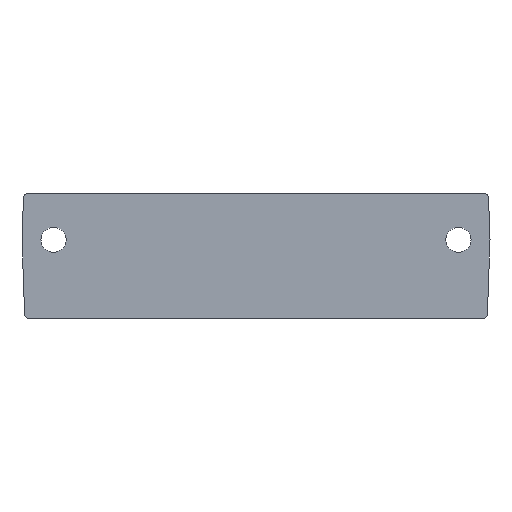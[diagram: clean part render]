
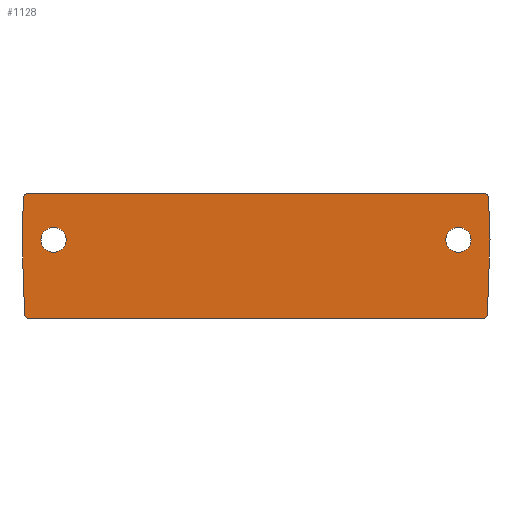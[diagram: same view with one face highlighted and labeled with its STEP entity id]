
A CAD part, front view. The second image highlights one B-rep face of the part: STEP entity #1128.
In plain terms, the highlighted planar face has unit normal (0, -1, 0).
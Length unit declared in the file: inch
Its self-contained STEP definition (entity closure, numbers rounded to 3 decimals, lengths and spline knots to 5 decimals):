
#8 = CARTESIAN_POINT ( 'NONE',  ( -1.75, -1.09, 0.1205 ) ) ;
#28 = ORIENTED_EDGE ( 'NONE', *, *, #2950, .T. ) ;
#33 = EDGE_CURVE ( 'NONE', #232, #1748, #69, .T. ) ;
#51 = DIRECTION ( 'NONE',  ( -1., 0., 0. ) ) ;
#54 = EDGE_LOOP ( 'NONE', ( #1730, #2945, #1313, #2333, #364, #2784, #742, #1568, #28, #509 ) ) ;
#69 = CIRCLE ( 'NONE', #1368, 0.03 ) ;
#72 = CARTESIAN_POINT ( 'NONE',  ( 1.70898, -1.09, 0.4655 ) ) ;
#127 = CARTESIAN_POINT ( 'NONE',  ( 1.73055, -1.09, -0.43655 ) ) ;
#135 = CIRCLE ( 'NONE', #265, 0.094 ) ;
#139 = CARTESIAN_POINT ( 'NONE',  ( 1.514, -1.09, 0.1205 ) ) ;
#179 = CARTESIAN_POINT ( 'NONE',  ( 1.75, -1.09, -0.4655 ) ) ;
#182 = CIRCLE ( 'NONE', #2437, 0.094 ) ;
#213 = DIRECTION ( 'NONE',  ( 1., 0., 0. ) ) ;
#232 = VERTEX_POINT ( 'NONE', #1672 ) ;
#261 = VECTOR ( 'NONE', #2445, 39.37008 ) ;
#265 = AXIS2_PLACEMENT_3D ( 'NONE', #139, #1216, #2261 ) ;
#280 = CARTESIAN_POINT ( 'NONE',  ( -1.514, -1.09, 0.0265 ) ) ;
#311 = LINE ( 'NONE', #8, #1577 ) ;
#329 = CARTESIAN_POINT ( 'NONE',  ( -1.70898, -1.09, 0.4655 ) ) ;
#330 = EDGE_CURVE ( 'NONE', #2659, #3360, #1901, .T. ) ;
#364 = ORIENTED_EDGE ( 'NONE', *, *, #3151, .T. ) ;
#366 = ORIENTED_EDGE ( 'NONE', *, *, #2287, .T. ) ;
#371 = CARTESIAN_POINT ( 'NONE',  ( -1.514, -1.09, 0.1205 ) ) ;
#426 = EDGE_CURVE ( 'NONE', #2619, #1748, #2291, .T. ) ;
#442 = EDGE_CURVE ( 'NONE', #2413, #2659, #961, .T. ) ;
#447 = EDGE_LOOP ( 'NONE', ( #1333, #366 ) ) ;
#509 = ORIENTED_EDGE ( 'NONE', *, *, #532, .F. ) ;
#515 = CARTESIAN_POINT ( 'NONE',  ( 1.514, -1.09, 0.1205 ) ) ;
#532 = EDGE_CURVE ( 'NONE', #1449, #2708, #311, .T. ) ;
#538 = CARTESIAN_POINT ( 'NONE',  ( -1.73055, -1.09, -0.43655 ) ) ;
#693 = FACE_OUTER_BOUND ( 'NONE', #54, .T. ) ;
#742 = ORIENTED_EDGE ( 'NONE', *, *, #33, .T. ) ;
#836 = DIRECTION ( 'NONE',  ( 0., -1., 0. ) ) ;
#849 = DIRECTION ( 'NONE',  ( 0., -1., 0. ) ) ;
#860 = LINE ( 'NONE', #2099, #1887 ) ;
#861 = DIRECTION ( 'NONE',  ( 0.035, 0., 0.999 ) ) ;
#961 = CIRCLE ( 'NONE', #1590, 0.03 ) ;
#1002 = AXIS2_PLACEMENT_3D ( 'NONE', #3123, #2302, #1510 ) ;
#1088 = CIRCLE ( 'NONE', #2596, 0.03 ) ;
#1128 = ADVANCED_FACE ( 'NONE', ( #1448, #3462, #693 ), #2434, .F. ) ;
#1162 = AXIS2_PLACEMENT_3D ( 'NONE', #1876, #836, #2424 ) ;
#1174 = CARTESIAN_POINT ( 'NONE',  ( 1.74367, -1.09, -0.06089 ) ) ;
#1181 = CARTESIAN_POINT ( 'NONE',  ( -1.514, -1.09, 0.2145 ) ) ;
#1216 = DIRECTION ( 'NONE',  ( 0., 1., 0. ) ) ;
#1239 = VERTEX_POINT ( 'NONE', #2475 ) ;
#1280 = CARTESIAN_POINT ( 'NONE',  ( 1.70057, -1.09, -0.4655 ) ) ;
#1295 = VERTEX_POINT ( 'NONE', #1181 ) ;
#1313 = ORIENTED_EDGE ( 'NONE', *, *, #330, .T. ) ;
#1333 = ORIENTED_EDGE ( 'NONE', *, *, #2854, .T. ) ;
#1339 = DIRECTION ( 'NONE',  ( -1., 0., 0. ) ) ;
#1368 = AXIS2_PLACEMENT_3D ( 'NONE', #1616, #849, #1339 ) ;
#1448 = FACE_BOUND ( 'NONE', #447, .T. ) ;
#1449 = VERTEX_POINT ( 'NONE', #2820 ) ;
#1481 = VERTEX_POINT ( 'NONE', #1562 ) ;
#1485 = DIRECTION ( 'NONE',  ( 0., -1., 0. ) ) ;
#1510 = DIRECTION ( 'NONE',  ( 0., 0., 1. ) ) ;
#1511 = LINE ( 'NONE', #1174, #2166 ) ;
#1557 = DIRECTION ( 'NONE',  ( 0., 0., 1. ) ) ;
#1559 = CARTESIAN_POINT ( 'NONE',  ( 1.75, -1.09, 0.4655 ) ) ;
#1562 = CARTESIAN_POINT ( 'NONE',  ( 1.75, -1.09, 0.1205 ) ) ;
#1568 = ORIENTED_EDGE ( 'NONE', *, *, #426, .F. ) ;
#1577 = VECTOR ( 'NONE', #861, 39.37008 ) ;
#1588 = DIRECTION ( 'NONE',  ( -0.035, 0., 0.999 ) ) ;
#1590 = AXIS2_PLACEMENT_3D ( 'NONE', #2377, #3211, #2901 ) ;
#1616 = CARTESIAN_POINT ( 'NONE',  ( 1.70898, -1.09, 0.4355 ) ) ;
#1622 = EDGE_CURVE ( 'NONE', #2413, #1449, #860, .T. ) ;
#1654 = DIRECTION ( 'NONE',  ( 0., 1., 0. ) ) ;
#1668 = DIRECTION ( 'NONE',  ( 0.035, 0., 0.999 ) ) ;
#1672 = CARTESIAN_POINT ( 'NONE',  ( 1.73896, -1.09, 0.43655 ) ) ;
#1676 = CIRCLE ( 'NONE', #1162, 0.03 ) ;
#1687 = LINE ( 'NONE', #2729, #261 ) ;
#1720 = EDGE_CURVE ( 'NONE', #1481, #232, #1687, .T. ) ;
#1730 = ORIENTED_EDGE ( 'NONE', *, *, #1622, .F. ) ;
#1748 = VERTEX_POINT ( 'NONE', #72 ) ;
#1828 = VECTOR ( 'NONE', #213, 39.37008 ) ;
#1845 = EDGE_CURVE ( 'NONE', #2487, #1295, #182, .T. ) ;
#1876 = CARTESIAN_POINT ( 'NONE',  ( -1.70898, -1.09, 0.4355 ) ) ;
#1887 = VECTOR ( 'NONE', #1588, 39.37008 ) ;
#1889 = ORIENTED_EDGE ( 'NONE', *, *, #1845, .T. ) ;
#1901 = LINE ( 'NONE', #179, #3428 ) ;
#1904 = ORIENTED_EDGE ( 'NONE', *, *, #2324, .T. ) ;
#1990 = CARTESIAN_POINT ( 'NONE',  ( -1.70057, -1.09, -0.4655 ) ) ;
#2012 = CIRCLE ( 'NONE', #2780, 0.094 ) ;
#2082 = CARTESIAN_POINT ( 'NONE',  ( 1.514, -1.09, 0.2145 ) ) ;
#2099 = CARTESIAN_POINT ( 'NONE',  ( -1.74367, -1.09, -0.06089 ) ) ;
#2166 = VECTOR ( 'NONE', #1668, 39.37008 ) ;
#2208 = AXIS2_PLACEMENT_3D ( 'NONE', #3277, #1654, #51 ) ;
#2261 = DIRECTION ( 'NONE',  ( 0., 0., 1. ) ) ;
#2287 = EDGE_CURVE ( 'NONE', #1239, #2806, #135, .T. ) ;
#2291 = LINE ( 'NONE', #1559, #1828 ) ;
#2299 = CARTESIAN_POINT ( 'NONE',  ( 1.70057, -1.09, -0.4355 ) ) ;
#2302 = DIRECTION ( 'NONE',  ( 0., 1., 0. ) ) ;
#2309 = VERTEX_POINT ( 'NONE', #127 ) ;
#2324 = EDGE_CURVE ( 'NONE', #1295, #2487, #2348, .T. ) ;
#2333 = ORIENTED_EDGE ( 'NONE', *, *, #2616, .T. ) ;
#2348 = CIRCLE ( 'NONE', #1002, 0.094 ) ;
#2377 = CARTESIAN_POINT ( 'NONE',  ( -1.70057, -1.09, -0.4355 ) ) ;
#2413 = VERTEX_POINT ( 'NONE', #538 ) ;
#2424 = DIRECTION ( 'NONE',  ( -1., 0., 0. ) ) ;
#2434 = PLANE ( 'NONE',  #2208 ) ;
#2437 = AXIS2_PLACEMENT_3D ( 'NONE', #371, #3364, #3321 ) ;
#2445 = DIRECTION ( 'NONE',  ( -0.035, 0., 0.999 ) ) ;
#2475 = CARTESIAN_POINT ( 'NONE',  ( 1.514, -1.09, 0.0265 ) ) ;
#2487 = VERTEX_POINT ( 'NONE', #280 ) ;
#2490 = EDGE_LOOP ( 'NONE', ( #1904, #1889 ) ) ;
#2596 = AXIS2_PLACEMENT_3D ( 'NONE', #2299, #1485, #3091 ) ;
#2616 = EDGE_CURVE ( 'NONE', #3360, #2309, #1088, .T. ) ;
#2619 = VERTEX_POINT ( 'NONE', #329 ) ;
#2659 = VERTEX_POINT ( 'NONE', #1990 ) ;
#2708 = VERTEX_POINT ( 'NONE', #2837 ) ;
#2729 = CARTESIAN_POINT ( 'NONE',  ( 1.75, -1.09, 0.1205 ) ) ;
#2780 = AXIS2_PLACEMENT_3D ( 'NONE', #515, #3446, #1557 ) ;
#2784 = ORIENTED_EDGE ( 'NONE', *, *, #1720, .T. ) ;
#2806 = VERTEX_POINT ( 'NONE', #2082 ) ;
#2820 = CARTESIAN_POINT ( 'NONE',  ( -1.75, -1.09, 0.1205 ) ) ;
#2837 = CARTESIAN_POINT ( 'NONE',  ( -1.73896, -1.09, 0.43655 ) ) ;
#2854 = EDGE_CURVE ( 'NONE', #2806, #1239, #2012, .T. ) ;
#2867 = DIRECTION ( 'NONE',  ( 1., 0., 0. ) ) ;
#2901 = DIRECTION ( 'NONE',  ( -1., 0., 0. ) ) ;
#2945 = ORIENTED_EDGE ( 'NONE', *, *, #442, .T. ) ;
#2950 = EDGE_CURVE ( 'NONE', #2619, #2708, #1676, .T. ) ;
#3091 = DIRECTION ( 'NONE',  ( -1., 0., 0. ) ) ;
#3123 = CARTESIAN_POINT ( 'NONE',  ( -1.514, -1.09, 0.1205 ) ) ;
#3151 = EDGE_CURVE ( 'NONE', #2309, #1481, #1511, .T. ) ;
#3211 = DIRECTION ( 'NONE',  ( 0., -1., 0. ) ) ;
#3277 = CARTESIAN_POINT ( 'NONE',  ( 1.75, -1.09, 0.4655 ) ) ;
#3321 = DIRECTION ( 'NONE',  ( 0., 0., 1. ) ) ;
#3360 = VERTEX_POINT ( 'NONE', #1280 ) ;
#3364 = DIRECTION ( 'NONE',  ( 0., 1., 0. ) ) ;
#3428 = VECTOR ( 'NONE', #2867, 39.37008 ) ;
#3446 = DIRECTION ( 'NONE',  ( 0., 1., 0. ) ) ;
#3462 = FACE_BOUND ( 'NONE', #2490, .T. ) ;
